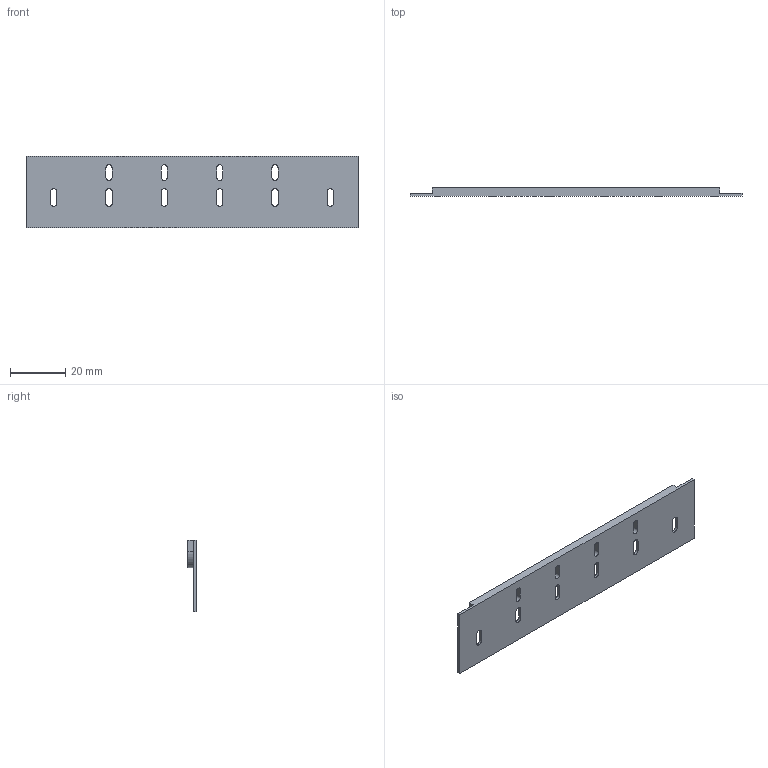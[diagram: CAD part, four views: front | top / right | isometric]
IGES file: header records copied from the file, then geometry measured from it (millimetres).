
Start section:  PTC IGES file: opto_hs_osp_top.igs
Global section: file name: opto_hs_osp_top.igs; native system: Pro/ENGINEER by Parametric Technology Corporation; preprocessor: 2004280; author: ericcan; organization: Unknown; date: 060517.010444; units: millimetre
Bounding box: 120 x 3 x 26 mm (x, y, z)
Surface area: 6949 mm2 (no closed solid volume)
Topology: 0 solids, 0 shells, 68 faces, 364 edges, 364 vertices
Faces by surface type: bspline 38, revolution 30
